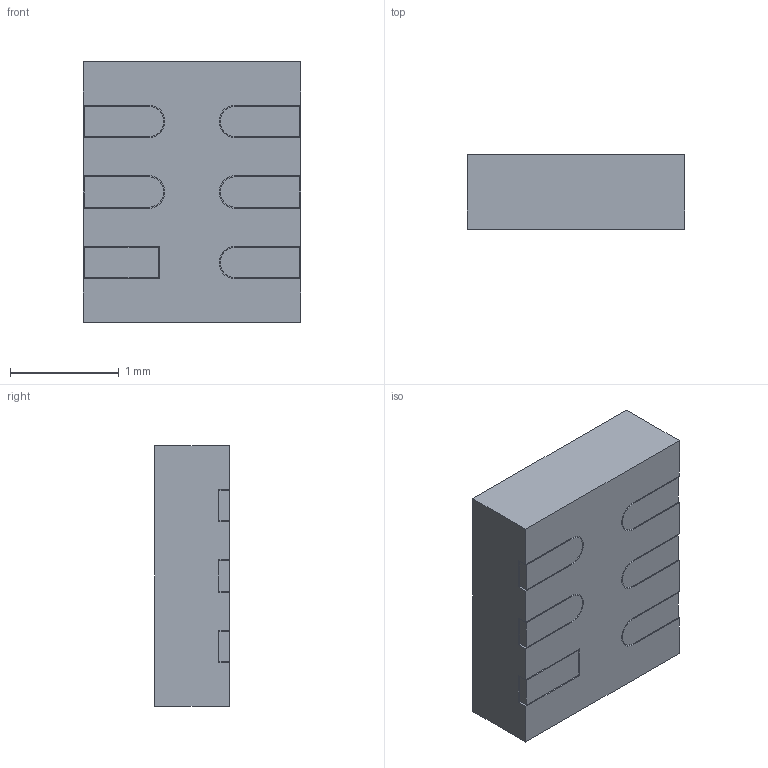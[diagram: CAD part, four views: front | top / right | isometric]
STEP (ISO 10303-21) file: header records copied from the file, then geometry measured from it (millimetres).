
FILE_DESCRIPTION(/* description */ (''),/* implementation_level */ '2;1');
FILE_NAME(/* name */ 'tsl2591.stp',/* time_stamp */ '2017-09-24T14:22:09+01:00',/* author */ ('phpgb'),/* organization */ (''),/* preprocessor_version */ 'ST-DEVELOPER v16.5',/* originating_system */ 'Autodesk Inventor 2017',/* authorisation */ '');
FILE_SCHEMA (('AUTOMOTIVE_DESIGN { 1 0 10303 214 3 1 1 }'));
Length unit declared in the file: millimetre
Products named in the file (1): tsl2591
Bounding box: 2 x 0.69 x 2.4 mm (x, y, z)
Volume: 3.3 mm3; surface area: 18 mm2
Topology: 1 solids, 2 shells, 72 faces, 183 edges, 122 vertices
Faces by surface type: plane 61, cylinder 11
Full cylindrical faces by diameter (mm): 0.15 x1
Entity records: 2256 total; most frequent: CARTESIAN_POINT 377, ORIENTED_EDGE 364, DIRECTION 350, EDGE_CURVE 182, LINE 160, VECTOR 160, VERTEX_POINT 122, AXIS2_PLACEMENT_3D 95
